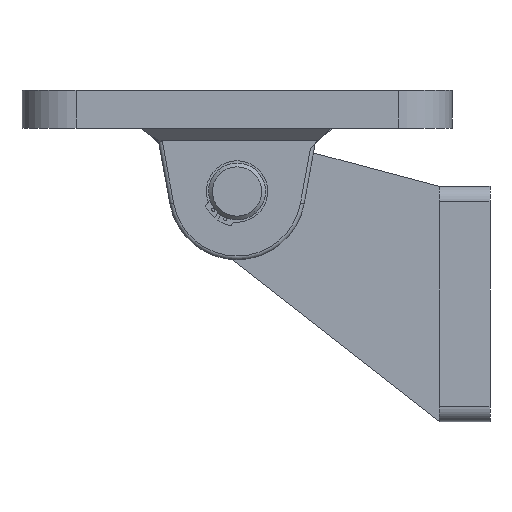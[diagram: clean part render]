
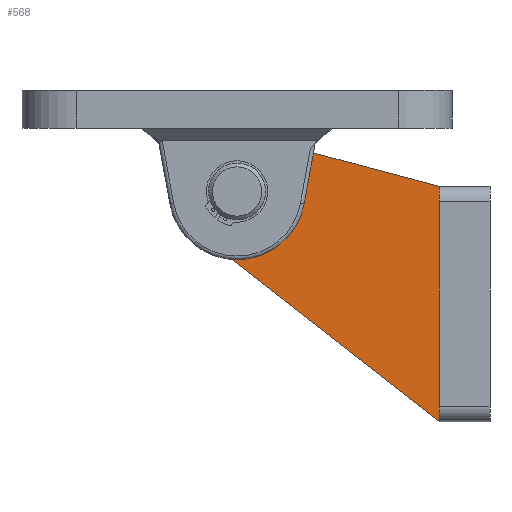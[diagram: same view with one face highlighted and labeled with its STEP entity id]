
A CAD part, front view. The second image highlights one B-rep face of the part: STEP entity #568.
In plain terms, the highlighted face is planar.
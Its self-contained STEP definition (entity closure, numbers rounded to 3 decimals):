
#50 = CARTESIAN_POINT ( 'NONE',  ( 4., 148.5, 200. ) ) ;
#55 = DIRECTION ( 'NONE',  ( 0., 1., 0. ) ) ;
#56 = DIRECTION ( 'NONE',  ( 0., 0., -1. ) ) ;
#114 = CARTESIAN_POINT ( 'NONE',  ( 39.471, 148.5, 227.692 ) ) ;
#127 = CARTESIAN_POINT ( 'NONE',  ( 186., 148.5, 40. ) ) ;
#195 = CARTESIAN_POINT ( 'NONE',  ( 0., 148.5, 40. ) ) ;
#340 = CARTESIAN_POINT ( 'NONE',  ( 4., 148.5, 155. ) ) ;
#353 = CARTESIAN_POINT ( 'NONE',  ( -39.487, 148.5, 188.431 ) ) ;
#568 = ADVANCED_FACE ( 'NONE', ( #1644 ), #2883, .F. ) ;
#1237 = DIRECTION ( 'NONE',  ( 0., 0., -1. ) ) ;
#1249 = CARTESIAN_POINT ( 'NONE',  ( 209.47, 148.5, 9.937 ) ) ;
#1282 = CARTESIAN_POINT ( 'NONE',  ( 4., 148.5, 200. ) ) ;
#1300 = DIRECTION ( 'NONE',  ( 0., 1., 0. ) ) ;
#1352 = EDGE_LOOP ( 'NONE', ( #3467, #3424, #3247, #3642, #3690 ) ) ;
#1387 = DIRECTION ( 'NONE',  ( 0.615, 0., -0.788 ) ) ;
#1431 = DIRECTION ( 'NONE',  ( 1., 0., 0. ) ) ;
#1472 = CARTESIAN_POINT ( 'NONE',  ( 68.656, 148.5, 40. ) ) ;
#1644 = FACE_OUTER_BOUND ( 'NONE', #1352, .T. ) ;
#1886 = EDGE_CURVE ( 'NONE', #2939, #2572, #3910, .T. ) ;
#1959 = AXIS2_PLACEMENT_3D ( 'NONE', #2617, #2560, #2476 ) ;
#2109 = AXIS2_PLACEMENT_3D ( 'NONE', #1282, #1300, #1237 ) ;
#2132 = AXIS2_PLACEMENT_3D ( 'NONE', #50, #55, #56 ) ;
#2238 = EDGE_CURVE ( 'NONE', #2478, #2572, #3961, .T. ) ;
#2244 = EDGE_CURVE ( 'NONE', #3175, #3189, #3974, .T. ) ;
#2280 = EDGE_CURVE ( 'NONE', #3189, #2939, #4016, .T. ) ;
#2305 = EDGE_CURVE ( 'NONE', #2478, #3175, #4066, .T. ) ;
#2476 = DIRECTION ( 'NONE',  ( 0., 0., -1. ) ) ;
#2478 = VERTEX_POINT ( 'NONE', #114 ) ;
#2560 = DIRECTION ( 'NONE',  ( 0., -1., 0. ) ) ;
#2572 = VERTEX_POINT ( 'NONE', #127 ) ;
#2617 = CARTESIAN_POINT ( 'NONE',  ( 68.656, 148.5, -99.995 ) ) ;
#2883 = PLANE ( 'NONE',  #1959 ) ;
#2939 = VERTEX_POINT ( 'NONE', #195 ) ;
#3002 = CARTESIAN_POINT ( 'NONE',  ( 39.32, 148.5, -107.8 ) ) ;
#3017 = DIRECTION ( 'NONE',  ( 0.257, 0., -0.966 ) ) ;
#3175 = VERTEX_POINT ( 'NONE', #340 ) ;
#3189 = VERTEX_POINT ( 'NONE', #353 ) ;
#3247 = ORIENTED_EDGE ( 'NONE', *, *, #1886, .F. ) ;
#3424 = ORIENTED_EDGE ( 'NONE', *, *, #2238, .T. ) ;
#3467 = ORIENTED_EDGE ( 'NONE', *, *, #2305, .F. ) ;
#3642 = ORIENTED_EDGE ( 'NONE', *, *, #2280, .F. ) ;
#3690 = ORIENTED_EDGE ( 'NONE', *, *, #2244, .F. ) ;
#3910 = LINE ( 'NONE', #1472, #3911 ) ;
#3911 = VECTOR ( 'NONE', #1431, 1000. ) ;
#3961 = LINE ( 'NONE', #1249, #3962 ) ;
#3962 = VECTOR ( 'NONE', #1387, 1000. ) ;
#3974 = CIRCLE ( 'NONE', #2109, 45. ) ;
#4014 = VECTOR ( 'NONE', #3017, 1000. ) ;
#4016 = LINE ( 'NONE', #3002, #4014 ) ;
#4066 = CIRCLE ( 'NONE', #2132, 45. ) ;
